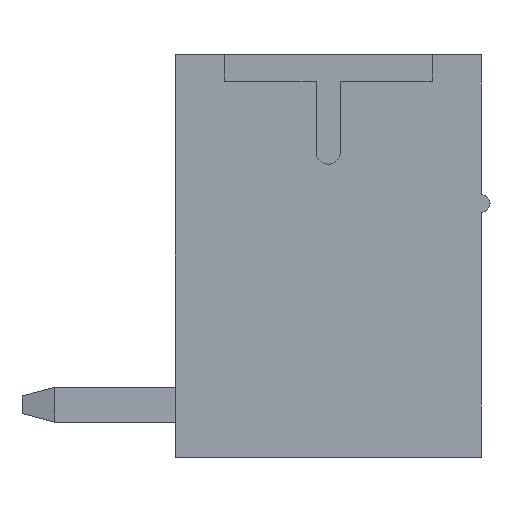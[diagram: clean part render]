
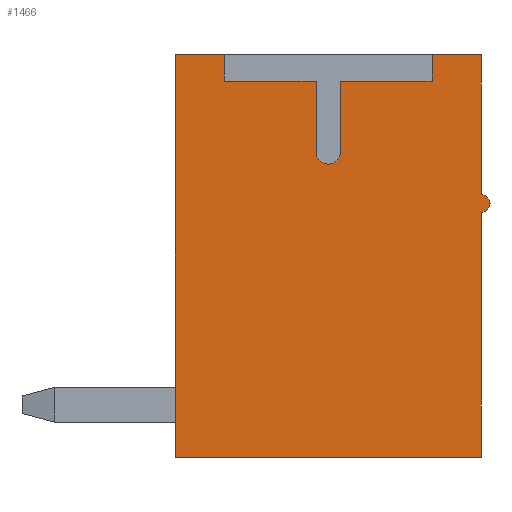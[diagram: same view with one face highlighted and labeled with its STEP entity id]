
A CAD part, left-side view. The second image highlights one B-rep face of the part: STEP entity #1466.
In plain terms, the highlighted planar face has unit normal (-1, 0, 0).
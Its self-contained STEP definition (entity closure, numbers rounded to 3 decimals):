
#1466 = ADVANCED_FACE( '', ( #3238 ), #3239, .F. );
#3238 = FACE_OUTER_BOUND( '', #5385, .T. );
#3239 = PLANE( '', #5386 );
#5385 = EDGE_LOOP( '', ( #9445, #9446, #9447, #9448, #9449, #9450, #9451, #9452, #9453, #9454, #9455, #9456, #9457, #9458 ) );
#5386 = AXIS2_PLACEMENT_3D( '', #9459, #9460, #9461 );
#9445 = ORIENTED_EDGE( '', *, *, #14754, .T. );
#9446 = ORIENTED_EDGE( '', *, *, #14779, .T. );
#9447 = ORIENTED_EDGE( '', *, *, #14780, .T. );
#9448 = ORIENTED_EDGE( '', *, *, #14781, .T. );
#9449 = ORIENTED_EDGE( '', *, *, #13748, .T. );
#9450 = ORIENTED_EDGE( '', *, *, #14545, .T. );
#9451 = ORIENTED_EDGE( '', *, *, #14782, .T. );
#9452 = ORIENTED_EDGE( '', *, *, #14701, .T. );
#9453 = ORIENTED_EDGE( '', *, *, #14783, .T. );
#9454 = ORIENTED_EDGE( '', *, *, #14784, .T. );
#9455 = ORIENTED_EDGE( '', *, *, #13243, .T. );
#9456 = ORIENTED_EDGE( '', *, *, #14785, .T. );
#9457 = ORIENTED_EDGE( '', *, *, #14786, .T. );
#9458 = ORIENTED_EDGE( '', *, *, #13191, .T. );
#9459 = CARTESIAN_POINT( '', ( -29.02, 0., 2.375 ) );
#9460 = DIRECTION( '', ( 1., 0., 0. ) );
#9461 = DIRECTION( '', ( 0., 0., -1. ) );
#13191 = EDGE_CURVE( '', #15795, #15796, #15797, .F. );
#13243 = EDGE_CURVE( '', #15890, #15891, #15892, .T. );
#13748 = EDGE_CURVE( '', #16795, #16793, #16796, .T. );
#14545 = EDGE_CURVE( '', #16793, #18073, #18075, .T. );
#14701 = EDGE_CURVE( '', #18308, #18306, #18309, .T. );
#14754 = EDGE_CURVE( '', #15796, #18380, #18381, .T. );
#14779 = EDGE_CURVE( '', #18380, #18419, #18420, .T. );
#14780 = EDGE_CURVE( '', #18419, #18421, #18422, .T. );
#14781 = EDGE_CURVE( '', #18421, #16795, #18423, .T. );
#14782 = EDGE_CURVE( '', #18073, #18308, #18424, .T. );
#14783 = EDGE_CURVE( '', #18306, #18425, #18426, .T. );
#14784 = EDGE_CURVE( '', #18425, #15890, #18427, .T. );
#14785 = EDGE_CURVE( '', #15891, #18428, #18429, .T. );
#14786 = EDGE_CURVE( '', #18428, #15795, #18430, .T. );
#15795 = VERTEX_POINT( '', #19680 );
#15796 = VERTEX_POINT( '', #19681 );
#15797 = CIRCLE( '', #19682, 0.2 );
#15890 = VERTEX_POINT( '', #19814 );
#15891 = VERTEX_POINT( '', #19815 );
#15892 = LINE( '', #19816, #19817 );
#16793 = VERTEX_POINT( '', #21131 );
#16795 = VERTEX_POINT( '', #21134 );
#16796 = LINE( '', #21135, #21136 );
#18073 = VERTEX_POINT( '', #23001 );
#18075 = CIRCLE( '', #23004, 0.275 );
#18306 = VERTEX_POINT( '', #23351 );
#18308 = VERTEX_POINT( '', #23354 );
#18309 = LINE( '', #23355, #23356 );
#18380 = VERTEX_POINT( '', #23460 );
#18381 = LINE( '', #23461, #23462 );
#18419 = VERTEX_POINT( '', #23519 );
#18420 = LINE( '', #23520, #23521 );
#18421 = VERTEX_POINT( '', #23522 );
#18422 = LINE( '', #23523, #23524 );
#18423 = LINE( '', #23525, #23526 );
#18424 = LINE( '', #23527, #23528 );
#18425 = VERTEX_POINT( '', #23529 );
#18426 = LINE( '', #23530, #23531 );
#18427 = LINE( '', #23532, #23533 );
#18428 = VERTEX_POINT( '', #23534 );
#18429 = LINE( '', #23535, #23536 );
#18430 = LINE( '', #23537, #23538 );
#19680 = CARTESIAN_POINT( '', ( -29.02, -3.5, 1. ) );
#19681 = CARTESIAN_POINT( '', ( -29.02, -3.5, 1.4 ) );
#19682 = AXIS2_PLACEMENT_3D( '', #25369, #25370, #25371 );
#19814 = CARTESIAN_POINT( '', ( -29.02, 3.5, 4.6 ) );
#19815 = CARTESIAN_POINT( '', ( -29.02, 3.5, -4.6 ) );
#19816 = CARTESIAN_POINT( '', ( -29.02, 3.5, 4.6 ) );
#19817 = VECTOR( '', #25420, 1000. );
#21131 = CARTESIAN_POINT( '', ( -29.02, -0.275, 2.375 ) );
#21134 = CARTESIAN_POINT( '', ( -29.02, -0.275, 4. ) );
#21135 = CARTESIAN_POINT( '', ( -29.02, -0.275, 4. ) );
#21136 = VECTOR( '', #25895, 1000. );
#23001 = CARTESIAN_POINT( '', ( -29.02, 0.275, 2.375 ) );
#23004 = AXIS2_PLACEMENT_3D( '', #26629, #26630, #26631 );
#23351 = CARTESIAN_POINT( '', ( -29.02, 2.375, 4. ) );
#23354 = CARTESIAN_POINT( '', ( -29.02, 0.275, 4. ) );
#23355 = CARTESIAN_POINT( '', ( -29.02, 0.275, 4. ) );
#23356 = VECTOR( '', #26755, 1000. );
#23460 = CARTESIAN_POINT( '', ( -29.02, -3.5, 4.6 ) );
#23461 = CARTESIAN_POINT( '', ( -29.02, -3.5, 1.4 ) );
#23462 = VECTOR( '', #26801, 1000. );
#23519 = CARTESIAN_POINT( '', ( -29.02, -2.375, 4.6 ) );
#23520 = CARTESIAN_POINT( '', ( -29.02, -3.871, 4.6 ) );
#23521 = VECTOR( '', #26821, 1000. );
#23522 = CARTESIAN_POINT( '', ( -29.02, -2.375, 4. ) );
#23523 = CARTESIAN_POINT( '', ( -29.02, -2.375, 4.6 ) );
#23524 = VECTOR( '', #26822, 1000. );
#23525 = CARTESIAN_POINT( '', ( -29.02, -2.375, 4. ) );
#23526 = VECTOR( '', #26823, 1000. );
#23527 = CARTESIAN_POINT( '', ( -29.02, 0.275, 2.375 ) );
#23528 = VECTOR( '', #26824, 1000. );
#23529 = CARTESIAN_POINT( '', ( -29.02, 2.375, 4.6 ) );
#23530 = CARTESIAN_POINT( '', ( -29.02, 2.375, 4. ) );
#23531 = VECTOR( '', #26825, 1000. );
#23532 = CARTESIAN_POINT( '', ( -29.02, 2.375, 4.6 ) );
#23533 = VECTOR( '', #26826, 1000. );
#23534 = CARTESIAN_POINT( '', ( -29.02, -3.5, -4.6 ) );
#23535 = CARTESIAN_POINT( '', ( -29.02, 3.5, -4.6 ) );
#23536 = VECTOR( '', #26827, 1000. );
#23537 = CARTESIAN_POINT( '', ( -29.02, -3.5, -4.6 ) );
#23538 = VECTOR( '', #26828, 1000. );
#25369 = CARTESIAN_POINT( '', ( -29.02, -3.5, 1.2 ) );
#25370 = DIRECTION( '', ( 1., 0., 0. ) );
#25371 = DIRECTION( '', ( 0., 0., -1. ) );
#25420 = DIRECTION( '', ( 0., 0., -1. ) );
#25895 = DIRECTION( '', ( 0., 0., -1. ) );
#26629 = CARTESIAN_POINT( '', ( -29.02, 0., 2.375 ) );
#26630 = DIRECTION( '', ( 1., 0., 0. ) );
#26631 = DIRECTION( '', ( 0., -1., 0. ) );
#26755 = DIRECTION( '', ( 0., 1., 0. ) );
#26801 = DIRECTION( '', ( 0., 0., 1. ) );
#26821 = DIRECTION( '', ( 0., 1., 0. ) );
#26822 = DIRECTION( '', ( 0., 0., -1. ) );
#26823 = DIRECTION( '', ( 0., 1., 0. ) );
#26824 = DIRECTION( '', ( 0., 0., 1. ) );
#26825 = DIRECTION( '', ( 0., 0., 1. ) );
#26826 = DIRECTION( '', ( 0., 1., 0. ) );
#26827 = DIRECTION( '', ( 0., -1., 0. ) );
#26828 = DIRECTION( '', ( 0., 0., 1. ) );
